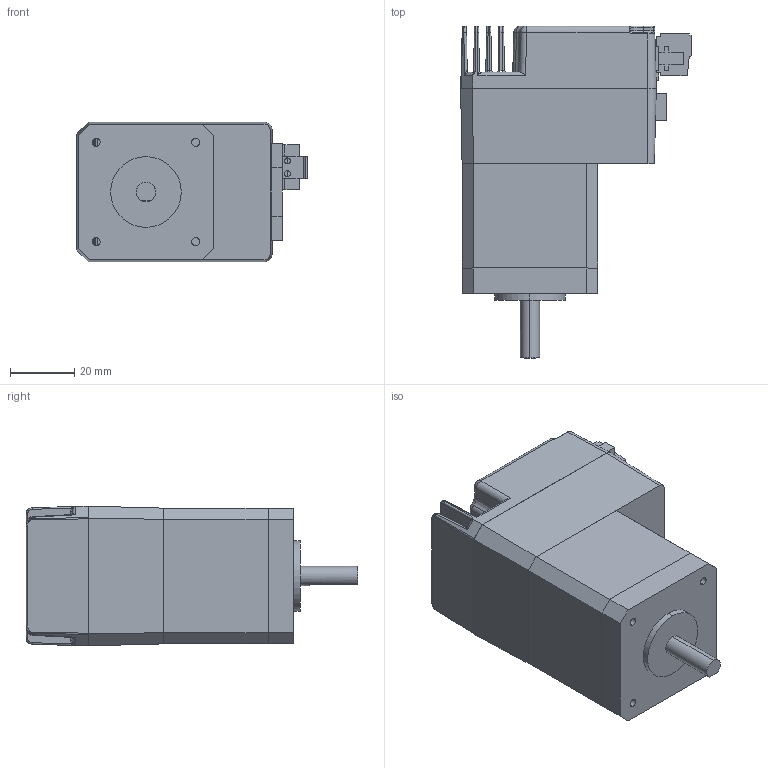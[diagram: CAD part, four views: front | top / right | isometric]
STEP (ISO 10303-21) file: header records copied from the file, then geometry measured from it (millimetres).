
FILE_DESCRIPTION((''),'2;1');
FILE_NAME('PRT0002','2023-10-24T14:10:38',('ms990084'),(''),'CREO PARAMETRIC BY PTC INC, 2018100','CREO PARAMETRIC BY PTC INC, 2018100','');
FILE_SCHEMA(('CONFIG_CONTROL_DESIGN'));
Length unit declared in the file: millimetre
Products named in the file (1): PRT0002
Bounding box: 71.91 x 103.4 x 43.53 mm (x, y, z)
Volume: 27.3 mm3; surface area: 36055.6 mm2
Topology: 28 solids, 45 shells, 694 faces, 2309 edges, 1660 vertices
Faces by surface type: plane 481, cylinder 132, bspline 38, torus 25, cone 12, sphere 6
Entity records: 28328 total; most frequent: CARTESIAN_POINT 8754, DIRECTION 3718, ORIENTED_EDGE 3715, EDGE_CURVE 2299, VECTOR 1792, LINE 1792, VERTEX_POINT 1660, AXIS2_PLACEMENT_3D 963
